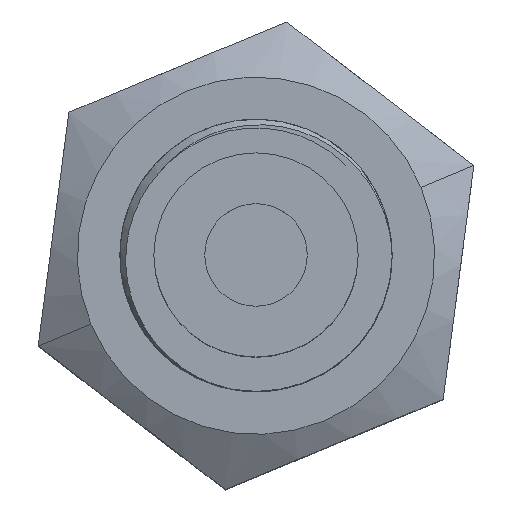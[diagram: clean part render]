
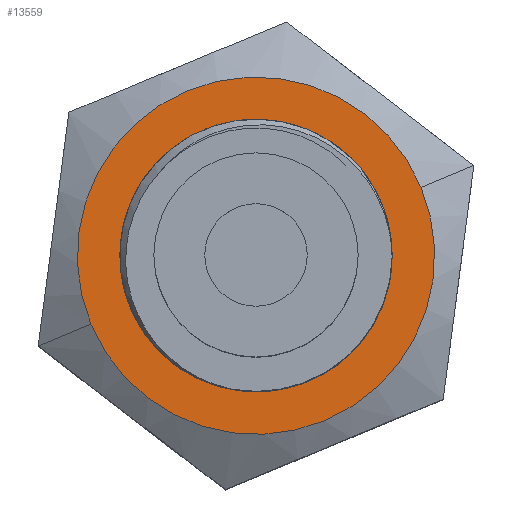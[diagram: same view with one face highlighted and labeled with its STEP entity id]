
A CAD part, top view. The second image highlights one B-rep face of the part: STEP entity #13559.
In plain terms, the highlighted planar face has unit normal (0, 0, 1).
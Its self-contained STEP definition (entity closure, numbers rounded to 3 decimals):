
#255=CARTESIAN_POINT('',(-5.752,4.787,-6.5));
#256=CARTESIAN_POINT('',(-5.714,4.836,-6.5));
#257=CARTESIAN_POINT('',(-5.629,4.934,-6.5));
#258=CARTESIAN_POINT('',(-5.481,5.073,-6.5));
#259=CARTESIAN_POINT('',(-5.296,5.21,-6.5));
#260=CARTESIAN_POINT('',(-5.076,5.333,-6.5));
#261=CARTESIAN_POINT('',(-4.845,5.425,-6.5));
#262=CARTESIAN_POINT('',(-4.609,5.484,-6.5));
#263=CARTESIAN_POINT('',(-4.368,5.513,-6.5));
#264=CARTESIAN_POINT('',(-4.125,5.512,-6.5));
#265=CARTESIAN_POINT('',(-3.884,5.479,-6.5));
#266=CARTESIAN_POINT('',(-3.649,5.417,-6.5));
#267=CARTESIAN_POINT('',(-3.421,5.324,-6.5));
#268=CARTESIAN_POINT('',(-3.208,5.204,-6.5));
#269=CARTESIAN_POINT('',(-3.017,5.063,-6.5));
#270=CARTESIAN_POINT('',(-2.849,4.906,-6.5));
#271=CARTESIAN_POINT('',(-2.707,4.738,-6.5));
#272=CARTESIAN_POINT('',(-2.588,4.561,-6.5));
#273=CARTESIAN_POINT('',(-2.49,4.375,-6.5));
#274=CARTESIAN_POINT('',(-2.412,4.177,-6.5));
#275=CARTESIAN_POINT('',(-2.355,3.972,-6.5));
#276=CARTESIAN_POINT('',(-2.322,3.769,-6.5));
#277=CARTESIAN_POINT('',(-2.314,3.639,-6.5));
#278=CARTESIAN_POINT('',(-2.312,3.575,-6.5));
#758=CARTESIAN_POINT('',(-4.312,3.594,-6.5));
#759=DIRECTION('',(0.,0.,1.));
#760=DIRECTION('',(0.924,0.383,0.));
#761=AXIS2_PLACEMENT_3D('',#758,#759,#760);
#763=CARTESIAN_POINT('',(-4.312,3.594,-6.5));
#764=DIRECTION('',(0.,0.,1.));
#765=DIRECTION('',(-0.924,-0.383,0.));
#766=AXIS2_PLACEMENT_3D('',#763,#764,#765);
#1037=CARTESIAN_POINT('',(-4.676,1.627,-6.5));
#1038=CARTESIAN_POINT('',(-4.736,1.64,-6.5));
#1039=CARTESIAN_POINT('',(-4.861,1.673,-6.5));
#1040=CARTESIAN_POINT('',(-5.062,1.747,-6.5));
#1041=CARTESIAN_POINT('',(-5.283,1.86,-6.5));
#1042=CARTESIAN_POINT('',(-5.514,2.022,-6.5));
#1043=CARTESIAN_POINT('',(-5.734,2.23,-6.5));
#1044=CARTESIAN_POINT('',(-5.931,2.488,-6.5));
#1045=CARTESIAN_POINT('',(-6.09,2.791,-6.5));
#1046=CARTESIAN_POINT('',(-6.196,3.13,-6.5));
#1047=CARTESIAN_POINT('',(-6.239,3.494,-6.5));
#1048=CARTESIAN_POINT('',(-6.211,3.853,-6.5));
#1049=CARTESIAN_POINT('',(-6.119,4.194,-6.5));
#1050=CARTESIAN_POINT('',(-5.967,4.511,-6.5));
#1051=CARTESIAN_POINT('',(-5.83,4.699,-6.5));
#1052=CARTESIAN_POINT('',(-5.752,4.787,-6.5));
#1852=CARTESIAN_POINT('',(-4.312,3.594,-6.5));
#1853=DIRECTION('',(0.,0.,-1.));
#1854=DIRECTION('',(1.,-0.009,0.));
#1855=AXIS2_PLACEMENT_3D('',#1852,#1853,#1854);
#2963=CARTESIAN_POINT('',(-1.888,4.599,-6.5));
#2965=VERTEX_POINT('',#2963);
#2987=CARTESIAN_POINT('',(-6.737,2.588,-6.5));
#2988=VERTEX_POINT('',#2987);
#2999=VERTEX_POINT('',#255);
#3000=VERTEX_POINT('',#278);
#3003=VERTEX_POINT('',#1037);
#13541=CARTESIAN_POINT('',(-1.563,1.486,-6.5));
#13542=DIRECTION('',(0.,0.,1.));
#13543=DIRECTION('',(0.924,0.383,0.));
#13544=AXIS2_PLACEMENT_3D('',#13541,#13542,#13543);
#13545=PLANE('',#13544);
#13547=ORIENTED_EDGE('',*,*,#13546,.F.);
#13549=ORIENTED_EDGE('',*,*,#13548,.F.);
#13550=EDGE_LOOP('',(#13547,#13549));
#13551=FACE_OUTER_BOUND('',#13550,.F.);
#13552=ORIENTED_EDGE('',*,*,#6662,.F.);
#13554=ORIENTED_EDGE('',*,*,#13553,.F.);
#13556=ORIENTED_EDGE('',*,*,#13555,.F.);
#13557=EDGE_LOOP('',(#13552,#13554,#13556));
#13558=FACE_BOUND('',#13557,.F.);
#13559=ADVANCED_FACE('',(#13551,#13558),#13545,.T.);
#279=B_SPLINE_CURVE_WITH_KNOTS('',3,(#255,#256,#257,#258,#259,#260,#261,#262,
#263,#264,#265,#266,#267,#268,#269,#270,#271,#272,#273,#274,#275,#276,#277,
#278),.UNSPECIFIED.,.F.,.F.,(4,1,1,1,1,1,1,1,1,1,1,1,1,1,1,1,1,1,1,1,1,4),(0.,
0.048,0.095,0.143,0.19,
0.238,0.286,0.333,0.381,
0.429,0.476,0.524,0.571,
0.619,0.667,0.714,0.762,
0.81,0.857,0.905,0.952,1.),
.UNSPECIFIED.);
#762=CIRCLE('',#761,2.625);
#767=CIRCLE('',#766,2.625);
#1053=B_SPLINE_CURVE_WITH_KNOTS('',3,(#1037,#1038,#1039,#1040,#1041,#1042,#1043,
#1044,#1045,#1046,#1047,#1048,#1049,#1050,#1051,#1052),.UNSPECIFIED.,.F.,.F.,(4,
1,1,1,1,1,1,1,1,1,1,1,1,4),(0.,0.077,0.154,
0.231,0.308,0.385,0.462,
0.538,0.615,0.692,0.769,
0.846,0.923,1.),.UNSPECIFIED.);
#1856=CIRCLE('',#1855,2.);
#6662=EDGE_CURVE('',#2999,#3000,#279,.T.);
#13546=EDGE_CURVE('',#2965,#2988,#762,.T.);
#13548=EDGE_CURVE('',#2988,#2965,#767,.T.);
#13553=EDGE_CURVE('',#3003,#2999,#1053,.T.);
#13555=EDGE_CURVE('',#3000,#3003,#1856,.T.);
